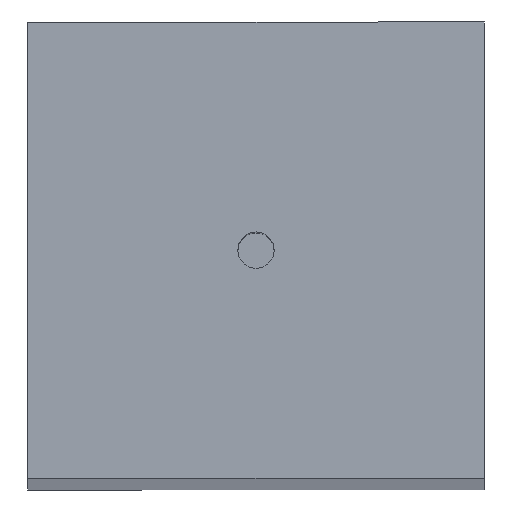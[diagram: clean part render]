
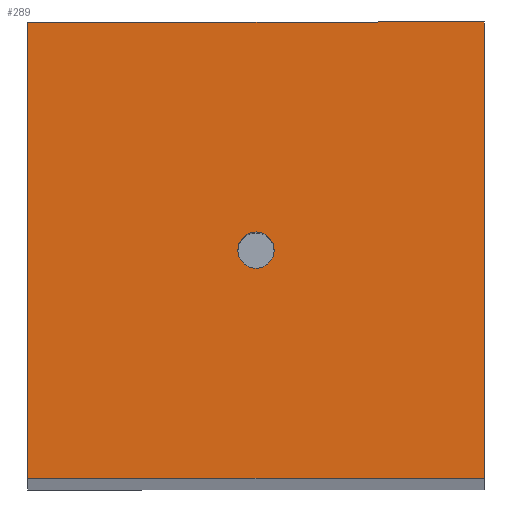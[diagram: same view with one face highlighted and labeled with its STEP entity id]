
A CAD part, top view. The second image highlights one B-rep face of the part: STEP entity #289.
In plain terms, the highlighted planar face has unit normal (0, 0, 1).
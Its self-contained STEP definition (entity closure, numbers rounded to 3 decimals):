
#3 = AXIS2_PLACEMENT_3D ( 'NONE', #174, #152, #341 ) ;
#11 = DIRECTION ( 'NONE',  ( -1., 0., 0. ) ) ;
#23 = DIRECTION ( 'NONE',  ( 0., 0., -1. ) ) ;
#29 = VERTEX_POINT ( 'NONE', #262 ) ;
#41 = VERTEX_POINT ( 'NONE', #303 ) ;
#42 = VECTOR ( 'NONE', #197, 1000. ) ;
#55 = VERTEX_POINT ( 'NONE', #143 ) ;
#58 = EDGE_CURVE ( 'NONE', #41, #29, #195, .T. ) ;
#68 = DIRECTION ( 'NONE',  ( 0., 1., 0. ) ) ;
#77 = EDGE_LOOP ( 'NONE', ( #210, #131, #85, #298 ) ) ;
#81 = EDGE_CURVE ( 'NONE', #138, #55, #86, .T. ) ;
#85 = ORIENTED_EDGE ( 'NONE', *, *, #154, .T. ) ;
#86 = LINE ( 'NONE', #300, #42 ) ;
#92 = DIRECTION ( 'NONE',  ( 0., -1., 0. ) ) ;
#96 = PLANE ( 'NONE',  #114 ) ;
#99 = FACE_OUTER_BOUND ( 'NONE', #77, .T. ) ;
#105 = ORIENTED_EDGE ( 'NONE', *, *, #275, .T. ) ;
#114 = AXIS2_PLACEMENT_3D ( 'NONE', #309, #23, #229 ) ;
#116 = CARTESIAN_POINT ( 'NONE',  ( 22., 22., 650. ) ) ;
#117 = CARTESIAN_POINT ( 'NONE',  ( -22., -22., 650. ) ) ;
#120 = CARTESIAN_POINT ( 'NONE',  ( 22., 22., 650. ) ) ;
#130 = EDGE_CURVE ( 'NONE', #29, #138, #225, .T. ) ;
#131 = ORIENTED_EDGE ( 'NONE', *, *, #81, .T. ) ;
#138 = VERTEX_POINT ( 'NONE', #117 ) ;
#143 = CARTESIAN_POINT ( 'NONE',  ( 22., -22., 650. ) ) ;
#152 = DIRECTION ( 'NONE',  ( 0., 0., -1. ) ) ;
#153 = CARTESIAN_POINT ( 'NONE',  ( -1.75, 0., 650. ) ) ;
#154 = EDGE_CURVE ( 'NONE', #55, #41, #245, .T. ) ;
#174 = CARTESIAN_POINT ( 'NONE',  ( 0., 0., 650. ) ) ;
#176 = VERTEX_POINT ( 'NONE', #153 ) ;
#195 = LINE ( 'NONE', #116, #302 ) ;
#197 = DIRECTION ( 'NONE',  ( 1., 0., 0. ) ) ;
#203 = FACE_BOUND ( 'NONE', #232, .T. ) ;
#208 = VECTOR ( 'NONE', #92, 1000. ) ;
#210 = ORIENTED_EDGE ( 'NONE', *, *, #130, .T. ) ;
#224 = VECTOR ( 'NONE', #68, 1000. ) ;
#225 = LINE ( 'NONE', #328, #208 ) ;
#229 = DIRECTION ( 'NONE',  ( -1., 0., 0. ) ) ;
#232 = EDGE_LOOP ( 'NONE', ( #105 ) ) ;
#245 = LINE ( 'NONE', #120, #224 ) ;
#262 = CARTESIAN_POINT ( 'NONE',  ( -22., 22., 650. ) ) ;
#275 = EDGE_CURVE ( 'NONE', #176, #176, #281, .T. ) ;
#281 = CIRCLE ( 'NONE', #3, 1.75 ) ;
#289 = ADVANCED_FACE ( 'NONE', ( #203, #99 ), #96, .F. ) ;
#298 = ORIENTED_EDGE ( 'NONE', *, *, #58, .T. ) ;
#300 = CARTESIAN_POINT ( 'NONE',  ( 22., -22., 650. ) ) ;
#302 = VECTOR ( 'NONE', #11, 1000. ) ;
#303 = CARTESIAN_POINT ( 'NONE',  ( 22., 22., 650. ) ) ;
#309 = CARTESIAN_POINT ( 'NONE',  ( 0., 0., 650. ) ) ;
#328 = CARTESIAN_POINT ( 'NONE',  ( -22., 22., 650. ) ) ;
#341 = DIRECTION ( 'NONE',  ( -1., 0., 0. ) ) ;
